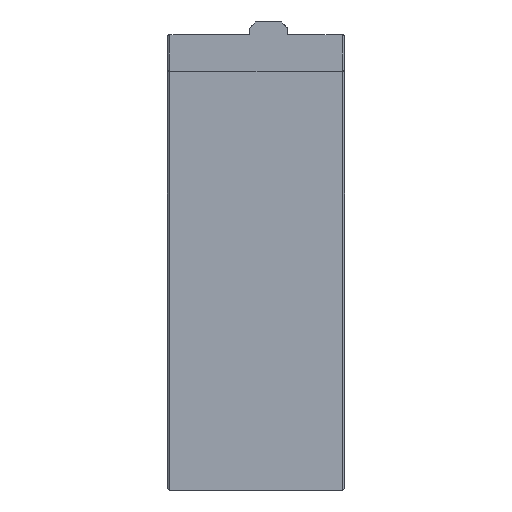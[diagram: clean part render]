
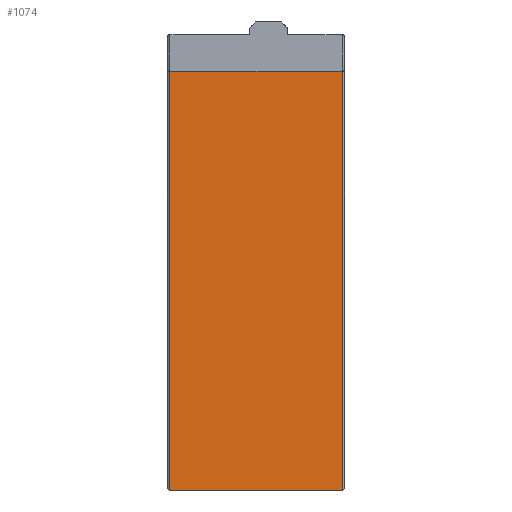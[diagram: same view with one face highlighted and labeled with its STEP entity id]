
A CAD part, left-side view. The second image highlights one B-rep face of the part: STEP entity #1074.
In plain terms, the highlighted planar face has unit normal (-1, 0, 0).
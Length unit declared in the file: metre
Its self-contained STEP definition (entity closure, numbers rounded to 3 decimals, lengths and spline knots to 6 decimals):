
#153=ORIENTED_EDGE('',*,*,#465,.F.);
#154=ORIENTED_EDGE('',*,*,#466,.T.);
#155=ORIENTED_EDGE('',*,*,#467,.F.);
#156=ORIENTED_EDGE('',*,*,#468,.T.);
#465=EDGE_CURVE('',#618,#619,#714,.T.);
#466=EDGE_CURVE('',#618,#620,#715,.F.);
#467=EDGE_CURVE('',#621,#620,#716,.T.);
#468=EDGE_CURVE('',#621,#619,#717,.F.);
#618=VERTEX_POINT('',#1707);
#619=VERTEX_POINT('',#1708);
#620=VERTEX_POINT('',#1710);
#621=VERTEX_POINT('',#1712);
#714=LINE('',#1706,#818);
#715=LINE('',#1709,#819);
#716=LINE('',#1711,#820);
#717=LINE('',#1713,#821);
#818=VECTOR('',#1341,1.);
#819=VECTOR('',#1342,1.);
#820=VECTOR('',#1343,1.);
#821=VECTOR('',#1344,1.);
#899=EDGE_LOOP('',(#153,#154,#155,#156));
#972=FACE_BOUND('',#899,.T.);
#1043=PLANE('',#1162);
#1074=ADVANCED_FACE('',(#972),#1043,.T.);
#1162=AXIS2_PLACEMENT_3D('',#1705,#1339,#1340);
#1339=DIRECTION('',(-1.,0.,0.));
#1340=DIRECTION('',(0.,0.,-1.));
#1341=DIRECTION('',(0.,1.,0.));
#1342=DIRECTION('',(0.,0.,-1.));
#1343=DIRECTION('',(0.,-1.,0.));
#1344=DIRECTION('',(0.,0.,1.));
#1705=CARTESIAN_POINT('',(-0.0225,0.00025,-0.0494));
#1706=CARTESIAN_POINT('',(-0.0225,0.00025,-0.0854));
#1707=CARTESIAN_POINT('',(-0.0225,-0.00555,-0.0854));
#1708=CARTESIAN_POINT('',(-0.0225,0.00805,-0.0854));
#1709=CARTESIAN_POINT('',(-0.0225,-0.00555,-0.0494));
#1710=CARTESIAN_POINT('',(-0.0225,-0.00555,-0.0523));
#1711=CARTESIAN_POINT('',(-0.0225,0.00125,-0.0523));
#1712=CARTESIAN_POINT('',(-0.0225,0.00805,-0.0523));
#1713=CARTESIAN_POINT('',(-0.0225,0.00805,-0.0494));
